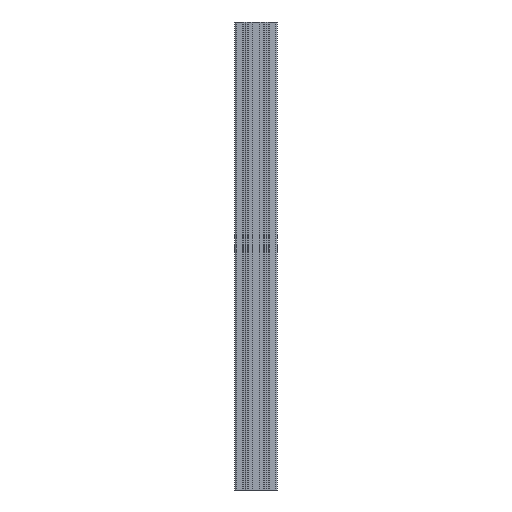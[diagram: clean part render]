
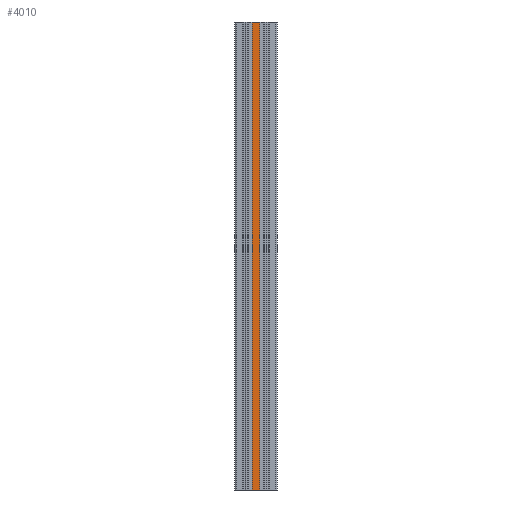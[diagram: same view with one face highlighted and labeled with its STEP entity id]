
A CAD part, front view. The second image highlights one B-rep face of the part: STEP entity #4010.
In plain terms, the highlighted planar face has unit normal (0, -1, 0).
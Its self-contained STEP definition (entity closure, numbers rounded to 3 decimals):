
#1487 = VECTOR ( 'NONE', #23592, 1000. ) ;
#1913 = LINE ( 'NONE', #23956, #1487 ) ;
#3451 = CARTESIAN_POINT ( 'NONE',  ( 8., -89.25, 0. ) ) ;
#3454 = LINE ( 'NONE', #3846, #32765 ) ;
#3846 = CARTESIAN_POINT ( 'NONE',  ( 0., -89.25, 1000. ) ) ;
#4010 = ADVANCED_FACE ( 'NONE', ( #13735 ), #10045, .F. ) ;
#4583 = CARTESIAN_POINT ( 'NONE',  ( 0., -89.25, 0. ) ) ;
#7547 = EDGE_CURVE ( 'NONE', #21846, #13783, #17308, .T. ) ;
#9422 = ORIENTED_EDGE ( 'NONE', *, *, #7547, .T. ) ;
#10045 = PLANE ( 'NONE',  #31430 ) ;
#11118 = CARTESIAN_POINT ( 'NONE',  ( -8., -89.25, 1000. ) ) ;
#11136 = EDGE_CURVE ( 'NONE', #15715, #13783, #1913, .T. ) ;
#11855 = CARTESIAN_POINT ( 'NONE',  ( 8., -89.25, 1000. ) ) ;
#12203 = EDGE_LOOP ( 'NONE', ( #9422, #24348, #34297, #13249 ) ) ;
#13249 = ORIENTED_EDGE ( 'NONE', *, *, #20871, .T. ) ;
#13735 = FACE_OUTER_BOUND ( 'NONE', #12203, .T. ) ;
#13783 = VERTEX_POINT ( 'NONE', #3451 ) ;
#15715 = VERTEX_POINT ( 'NONE', #11855 ) ;
#17308 = LINE ( 'NONE', #4583, #31020 ) ;
#17432 = CARTESIAN_POINT ( 'NONE',  ( -8., -89.25, 1000. ) ) ;
#18607 = VERTEX_POINT ( 'NONE', #17432 ) ;
#18678 = EDGE_CURVE ( 'NONE', #18607, #15715, #3454, .T. ) ;
#20871 = EDGE_CURVE ( 'NONE', #18607, #21846, #35365, .T. ) ;
#21618 = DIRECTION ( 'NONE',  ( 0., 0., 1. ) ) ;
#21846 = VERTEX_POINT ( 'NONE', #23975 ) ;
#23592 = DIRECTION ( 'NONE',  ( 0., 0., -1. ) ) ;
#23956 = CARTESIAN_POINT ( 'NONE',  ( 8., -89.25, 1000. ) ) ;
#23975 = CARTESIAN_POINT ( 'NONE',  ( -8., -89.25, 0. ) ) ;
#24348 = ORIENTED_EDGE ( 'NONE', *, *, #11136, .F. ) ;
#24562 = DIRECTION ( 'NONE',  ( 0., 1., 0. ) ) ;
#27292 = DIRECTION ( 'NONE',  ( 1., 0., 0. ) ) ;
#30468 = DIRECTION ( 'NONE',  ( 0., 0., -1. ) ) ;
#31020 = VECTOR ( 'NONE', #27292, 1000. ) ;
#31430 = AXIS2_PLACEMENT_3D ( 'NONE', #35883, #24562, #21618 ) ;
#32508 = DIRECTION ( 'NONE',  ( 1., 0., 0. ) ) ;
#32765 = VECTOR ( 'NONE', #32508, 1000. ) ;
#34297 = ORIENTED_EDGE ( 'NONE', *, *, #18678, .F. ) ;
#34459 = VECTOR ( 'NONE', #30468, 1000. ) ;
#35365 = LINE ( 'NONE', #11118, #34459 ) ;
#35883 = CARTESIAN_POINT ( 'NONE',  ( 0., -89.25, 1000. ) ) ;
